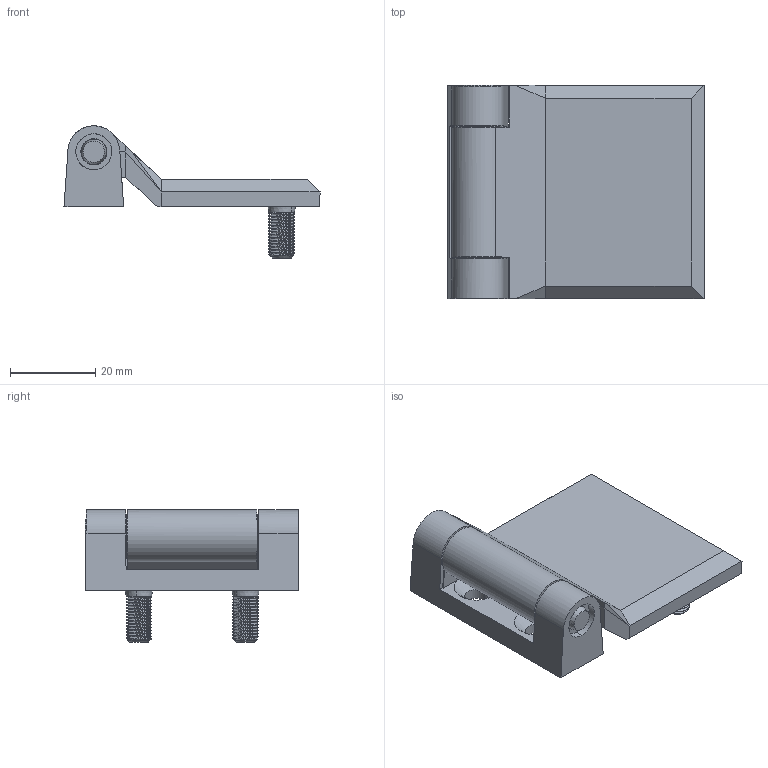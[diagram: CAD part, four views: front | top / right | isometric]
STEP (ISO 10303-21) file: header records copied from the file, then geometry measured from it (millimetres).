
FILE_DESCRIPTION (( 'STEP AP203' ), '1' );
FILE_NAME ('MK16.1.5.V1.00.STEP', '2022-06-28T12:02:33', ( '' ), ( '' ), 'SwSTEP 2.0', 'SolidWorks 2021', '' );
FILE_SCHEMA (( 'CONFIG_CONTROL_DESIGN' ));
Length unit declared in the file: millimetre
Products named in the file (1): MK16.1.5.V1.00
Bounding box: 60 x 50.09 x 31 mm (x, y, z)
Surface area: 13221.9 mm2 (no closed solid volume)
Topology: 0 solids, 6 shells, 220 faces, 676 edges, 468 vertices
Faces by surface type: plane 103, cylinder 79, cone 32, bspline 4, torus 2
Entity records: 12547 total; most frequent: CARTESIAN_POINT 6958, ORIENTED_EDGE 1242, DIRECTION 968, EDGE_CURVE 676, VERTEX_POINT 468, LINE 330, VECTOR 330, AXIS2_PLACEMENT_3D 319
